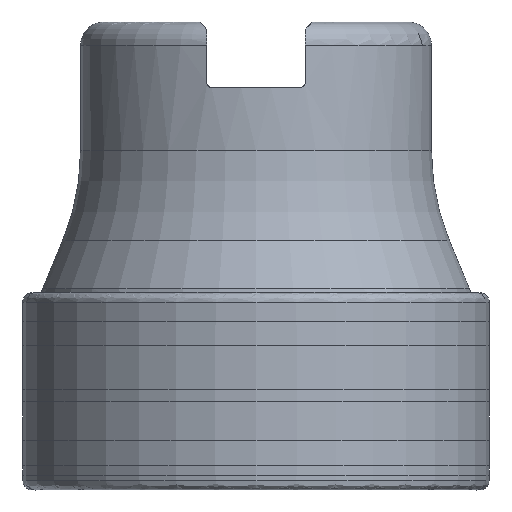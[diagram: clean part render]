
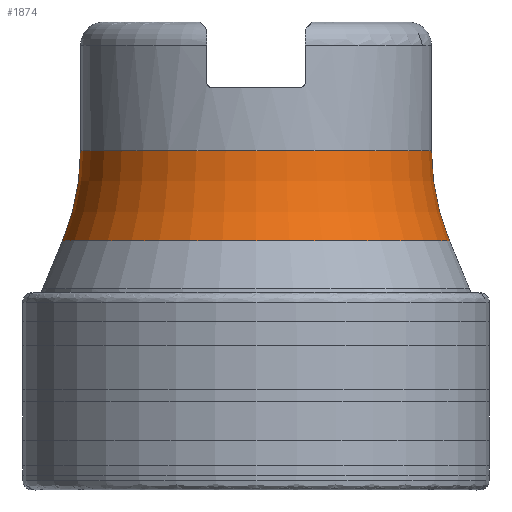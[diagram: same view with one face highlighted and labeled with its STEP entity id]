
A CAD part, left-side view. The second image highlights one B-rep face of the part: STEP entity #1874.
In plain terms, the highlighted toroidal (fillet/blend) face has major radius 35 mm and minor radius 20 mm.
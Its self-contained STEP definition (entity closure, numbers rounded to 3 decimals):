
#249=CARTESIAN_POINT('',(0.,0.,18.681));
#250=DIRECTION('',(0.,0.,-1.));
#251=DIRECTION('',(0.,1.,0.));
#252=AXIS2_PLACEMENT_3D('',#249,#250,#251);
#287=CARTESIAN_POINT('',(0.,-35.,11.015));
#288=DIRECTION('',(-1.,0.,0.));
#289=DIRECTION('',(0.,0.924,0.383));
#290=AXIS2_PLACEMENT_3D('',#287,#288,#289);
#295=CARTESIAN_POINT('',(0.,35.,11.015));
#296=DIRECTION('',(1.,0.,0.));
#297=DIRECTION('',(0.,-0.924,0.383));
#298=AXIS2_PLACEMENT_3D('',#295,#296,#297);
#311=CARTESIAN_POINT('',(0.,0.,11.015));
#312=DIRECTION('',(0.,0.,-1.));
#313=DIRECTION('',(0.,1.,0.));
#314=AXIS2_PLACEMENT_3D('',#311,#312,#313);
#1593=CARTESIAN_POINT('',(0.,-16.528,18.681));
#1594=CARTESIAN_POINT('',(0.,16.528,18.681));
#1595=VERTEX_POINT('',#1593);
#1596=VERTEX_POINT('',#1594);
#1597=CARTESIAN_POINT('',(0.,-15.,11.015));
#1598=CARTESIAN_POINT('',(0.,15.,11.015));
#1599=VERTEX_POINT('',#1597);
#1600=VERTEX_POINT('',#1598);
#1862=CARTESIAN_POINT('',(0.,0.,11.015));
#1863=DIRECTION('',(0.,0.,-1.));
#1864=DIRECTION('',(-0.001,1.,0.));
#1865=AXIS2_PLACEMENT_3D('',#1862,#1863,#1864);
#1866=TOROIDAL_SURFACE('',#1865,35.,20.);
#1867=ORIENTED_EDGE('',*,*,#1827,.F.);
#1868=ORIENTED_EDGE('',*,*,#1857,.T.);
#1870=ORIENTED_EDGE('',*,*,#1869,.T.);
#1871=ORIENTED_EDGE('',*,*,#1853,.F.);
#1872=EDGE_LOOP('',(#1867,#1868,#1870,#1871));
#1873=FACE_OUTER_BOUND('',#1872,.F.);
#1874=ADVANCED_FACE('',(#1873),#1866,.F.);
#253=CIRCLE('',#252,16.528);
#291=CIRCLE('',#290,20.);
#299=CIRCLE('',#298,20.);
#315=CIRCLE('',#314,15.);
#1827=EDGE_CURVE('',#1596,#1595,#253,.T.);
#1853=EDGE_CURVE('',#1595,#1599,#291,.T.);
#1857=EDGE_CURVE('',#1596,#1600,#299,.T.);
#1869=EDGE_CURVE('',#1600,#1599,#315,.T.);
